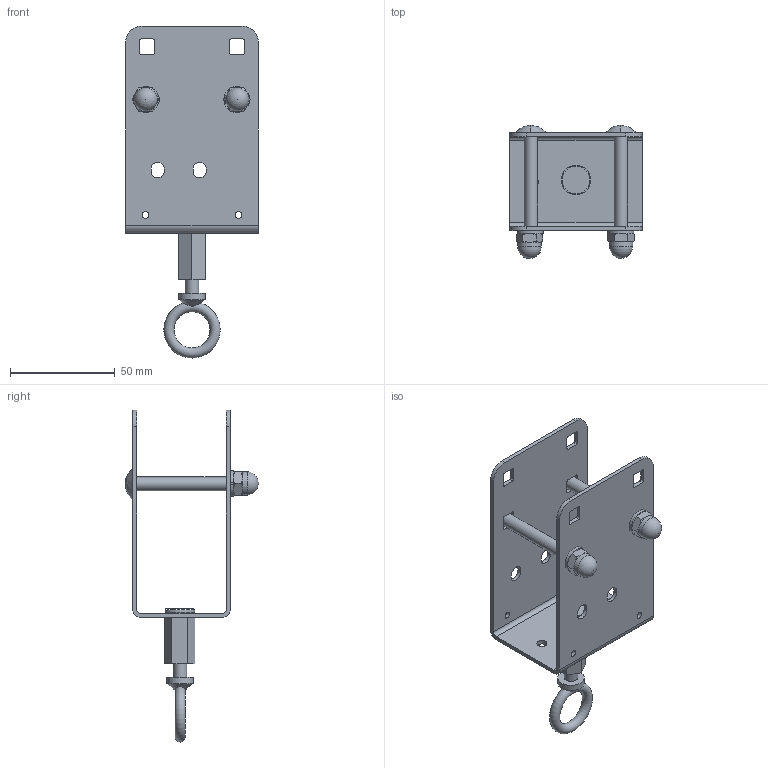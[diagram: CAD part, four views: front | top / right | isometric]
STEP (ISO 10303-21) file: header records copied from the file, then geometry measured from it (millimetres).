
FILE_DESCRIPTION(/* description */ (''),/* implementation_level */ '2;1');
FILE_NAME(/* name */ 'BusductAttachment_busSTRUT_HS-E.stp',/* time_stamp */ '2024-10-23T14:04:14+03:00',/* author */ ('fkris'),/* organization */ (''),/* preprocessor_version */ 'ST-DEVELOPER v18.1',/* originating_system */ 'Autodesk Inventor 2021',/* authorisation */ '');
FILE_SCHEMA (('AUTOMOTIVE_DESIGN { 1 0 10303 214 3 1 1 }'));
Length unit declared in the file: foot
Products named in the file (13): BusductAttachment_busSTRUT_HS-E; BusductAttachment_busSTRUT_HS-E_1_1; BusductAttachment_busSTRUT_HS-E_1; BusductAttachment_busSTRUT_HS-E_1_2; BusductAttachment_busSTRUT_HS-E_2; BusductAttachment_busSTRUT_HS-E_3; BusductAttachment_busSTRUT_HS-E_4; BusductAttachment_busSTRUT_HS-E_5; BusductAttachment_busSTRUT_HS-E_6; BusductAttachment_busSTRUT_HS-E_7; BusductAttachment_busSTRUT_HS-E_8; BusductAttachment_busSTRUT_HS-E_9; BusductAttachment_busSTRUT_HS-E_10
Assembly tree (12 placements, depth 2):
  BusductAttachment_busSTRUT_HS-E
    BusductAttachment_busSTRUT_HS-E_1_1
    BusductAttachment_busSTRUT_HS-E_1
    BusductAttachment_busSTRUT_HS-E_1_2
    BusductAttachment_busSTRUT_HS-E_2
    BusductAttachment_busSTRUT_HS-E_3
    BusductAttachment_busSTRUT_HS-E_4
    BusductAttachment_busSTRUT_HS-E_5
    BusductAttachment_busSTRUT_HS-E_6
    BusductAttachment_busSTRUT_HS-E_7
    BusductAttachment_busSTRUT_HS-E_8
    BusductAttachment_busSTRUT_HS-E_9
    BusductAttachment_busSTRUT_HS-E_10
Bounding box: 63.5 x 63.67 x 158.57 mm (x, y, z)
Volume: 39467.1 mm3; surface area: 39497.8 mm2
Topology: 11 solids, 14 shells, 202 faces, 507 edges, 326 vertices
Faces by surface type: plane 93, cylinder 68, cone 32, bspline 4, sphere 4, torus 1
Full cylindrical faces by diameter (mm): 3.175 x4, 4.775 x1, 4.978 x2, 6.35 x2, 6.418 x2, 6.747 x1, 11.125 x2, 12.7 x1, 14.097 x1
Entity records: 6773 total; most frequent: CARTESIAN_POINT 1292, DIRECTION 1086, ORIENTED_EDGE 998, EDGE_CURVE 501, AXIS2_PLACEMENT_3D 412, VERTEX_POINT 326, LINE 262, VECTOR 262
